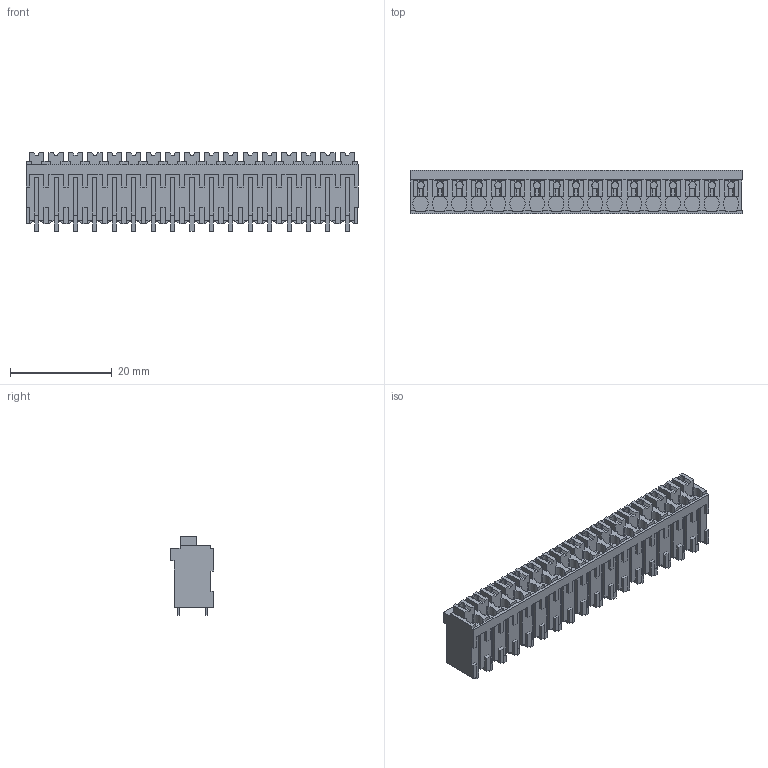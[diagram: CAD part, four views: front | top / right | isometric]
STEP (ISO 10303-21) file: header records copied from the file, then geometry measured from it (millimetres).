
FILE_DESCRIPTION(('CATIA V5 STEP Exchange','CAx-IF Rec.Pracs.--- Model Styling and Organization---1.2---2011-12-15'),'2;1');
FILE_NAME ('D1457860_0_1870060000_1870060000.stp','2018-03-20T06:47:16+00:00',('none'),('Weidmueller'),'CATIA Version 5-6 Release 2014','CATIA V5 STEP AP214','none');
FILE_SCHEMA(('AUTOMOTIVE_DESIGN { 1 0 10303 214 1 1 1 1 }'));
Length unit declared in the file: millimetre
Products named in the file (1): 1870060000
Bounding box: 65.16 x 8.5 x 15.45 mm (x, y, z)
Volume: 5241.3 mm3; surface area: 5524.2 mm2
Topology: 52 solids, 52 shells, 1257 faces, 3551 edges, 2398 vertices
Faces by surface type: plane 1189, cylinder 68
Entity records: 38761 total; most frequent: CARTESIAN_POINT 7376, ORIENTED_EDGE 7102, DIRECTION 5043, EDGE_CURVE 3551, VECTOR 3279, LINE 3279, VERTEX_POINT 2398, ADVANCED_FACE 1257
